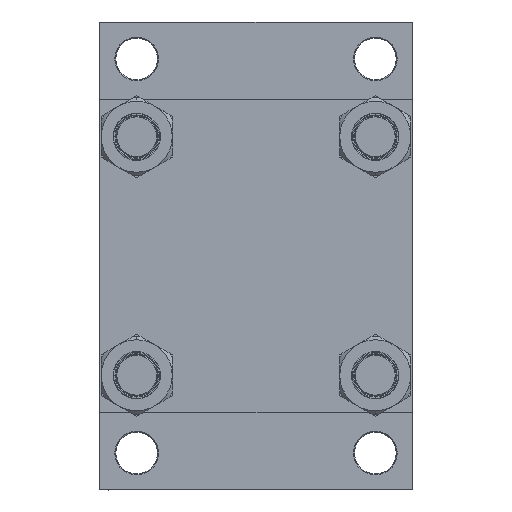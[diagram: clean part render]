
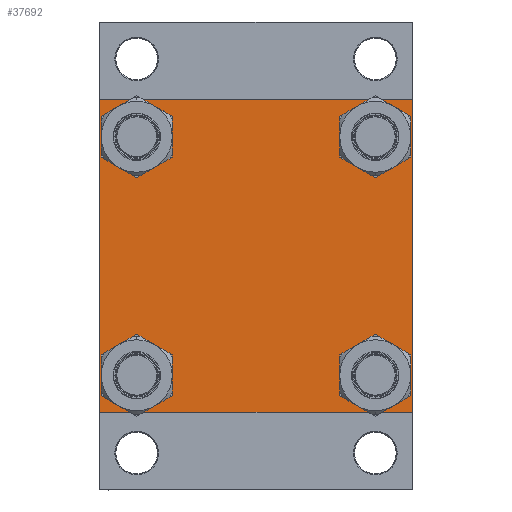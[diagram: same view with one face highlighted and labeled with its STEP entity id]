
A CAD part, left-side view. The second image highlights one B-rep face of the part: STEP entity #37692.
In plain terms, the highlighted planar face has unit normal (-1, 0, 0).
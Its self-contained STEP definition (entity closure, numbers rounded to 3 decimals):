
#410 = VECTOR ( 'NONE', #3434, 1000. ) ;
#613 = EDGE_LOOP ( 'NONE', ( #39233, #6724, #28477, #10861, #9038, #3577, #17626, #14755 ) ) ;
#1159 = CARTESIAN_POINT ( 'NONE',  ( 0., -82.25, -82.25 ) ) ;
#1640 = ORIENTED_EDGE ( 'NONE', *, *, #15989, .T. ) ;
#1667 = DIRECTION ( 'NONE',  ( 0., 0., -1. ) ) ;
#1977 = CARTESIAN_POINT ( 'NONE',  ( 0., -62.95, -51.45 ) ) ;
#2188 = CARTESIAN_POINT ( 'NONE',  ( 0., -82.25, 82.25 ) ) ;
#2234 = EDGE_LOOP ( 'NONE', ( #6981, #8049 ) ) ;
#2754 = DIRECTION ( 'NONE',  ( 1., 0., 0. ) ) ;
#3434 = DIRECTION ( 'NONE',  ( 0., 0.707, -0.707 ) ) ;
#3481 = EDGE_CURVE ( 'NONE', #45902, #5721, #20443, .T. ) ;
#3552 = CARTESIAN_POINT ( 'NONE',  ( 0., 82.5, -82.5 ) ) ;
#3577 = ORIENTED_EDGE ( 'NONE', *, *, #5428, .T. ) ;
#3751 = CARTESIAN_POINT ( 'NONE',  ( 0., 82.5, 82.5 ) ) ;
#3830 = CARTESIAN_POINT ( 'NONE',  ( 0., 62.95, 62.95 ) ) ;
#4121 = CIRCLE ( 'NONE', #34478, 11.5 ) ;
#4154 = DIRECTION ( 'NONE',  ( 0., 0., 1. ) ) ;
#4833 = LINE ( 'NONE', #9433, #9916 ) ;
#5190 = CIRCLE ( 'NONE', #32419, 11.5 ) ;
#5428 = EDGE_CURVE ( 'NONE', #24036, #13282, #39009, .T. ) ;
#5545 = CARTESIAN_POINT ( 'NONE',  ( 0., -62.95, -74.45 ) ) ;
#5721 = VERTEX_POINT ( 'NONE', #36696 ) ;
#5825 = CARTESIAN_POINT ( 'NONE',  ( 0., 62.95, 62.95 ) ) ;
#6309 = EDGE_CURVE ( 'NONE', #38685, #22166, #25596, .T. ) ;
#6724 = ORIENTED_EDGE ( 'NONE', *, *, #3481, .T. ) ;
#6973 = AXIS2_PLACEMENT_3D ( 'NONE', #43757, #18099, #28808 ) ;
#6981 = ORIENTED_EDGE ( 'NONE', *, *, #32114, .T. ) ;
#7156 = EDGE_LOOP ( 'NONE', ( #19464, #1640 ) ) ;
#7450 = PLANE ( 'NONE',  #8319 ) ;
#8049 = ORIENTED_EDGE ( 'NONE', *, *, #24674, .T. ) ;
#8210 = CIRCLE ( 'NONE', #9748, 11.5 ) ;
#8213 = DIRECTION ( 'NONE',  ( 1., 0., 0. ) ) ;
#8319 = AXIS2_PLACEMENT_3D ( 'NONE', #47764, #14768, #25487 ) ;
#9038 = ORIENTED_EDGE ( 'NONE', *, *, #39619, .F. ) ;
#9095 = CARTESIAN_POINT ( 'NONE',  ( 0., 62.95, -62.95 ) ) ;
#9433 = CARTESIAN_POINT ( 'NONE',  ( 0., -82.5, 82.5 ) ) ;
#9625 = VERTEX_POINT ( 'NONE', #27057 ) ;
#9748 = AXIS2_PLACEMENT_3D ( 'NONE', #13913, #25833, #36581 ) ;
#9916 = VECTOR ( 'NONE', #1667, 1000. ) ;
#9961 = CIRCLE ( 'NONE', #17773, 11.5 ) ;
#10057 = CIRCLE ( 'NONE', #17075, 11.5 ) ;
#10651 = ORIENTED_EDGE ( 'NONE', *, *, #23142, .T. ) ;
#10861 = ORIENTED_EDGE ( 'NONE', *, *, #29374, .T. ) ;
#10913 = VERTEX_POINT ( 'NONE', #13822 ) ;
#11346 = VECTOR ( 'NONE', #35317, 1000. ) ;
#11418 = VECTOR ( 'NONE', #22018, 1000. ) ;
#11496 = CARTESIAN_POINT ( 'NONE',  ( 0., 82.5, 82.5 ) ) ;
#11500 = CARTESIAN_POINT ( 'NONE',  ( 0., 62.95, -74.45 ) ) ;
#12028 = VERTEX_POINT ( 'NONE', #1977 ) ;
#12059 = CARTESIAN_POINT ( 'NONE',  ( 0., 82.5, 82. ) ) ;
#12157 = AXIS2_PLACEMENT_3D ( 'NONE', #3830, #23049, #37937 ) ;
#12192 = DIRECTION ( 'NONE',  ( 1., 0., 0. ) ) ;
#12614 = CARTESIAN_POINT ( 'NONE',  ( 0., -62.95, 62.95 ) ) ;
#12622 = ORIENTED_EDGE ( 'NONE', *, *, #33177, .T. ) ;
#12748 = VERTEX_POINT ( 'NONE', #23236 ) ;
#12754 = ORIENTED_EDGE ( 'NONE', *, *, #40469, .T. ) ;
#13282 = VERTEX_POINT ( 'NONE', #37719 ) ;
#13629 = VECTOR ( 'NONE', #28251, 1000. ) ;
#13717 = DIRECTION ( 'NONE',  ( 0., 0., 1. ) ) ;
#13822 = CARTESIAN_POINT ( 'NONE',  ( 0., -82., -82.5 ) ) ;
#13913 = CARTESIAN_POINT ( 'NONE',  ( 0., 62.95, -62.95 ) ) ;
#14753 = DIRECTION ( 'NONE',  ( 0., -1., 0. ) ) ;
#14755 = ORIENTED_EDGE ( 'NONE', *, *, #6309, .T. ) ;
#14768 = DIRECTION ( 'NONE',  ( -1., 0., 0. ) ) ;
#15127 = EDGE_CURVE ( 'NONE', #22166, #45902, #30017, .T. ) ;
#15989 = EDGE_CURVE ( 'NONE', #25752, #43728, #10057, .T. ) ;
#16746 = FACE_BOUND ( 'NONE', #7156, .T. ) ;
#16796 = CARTESIAN_POINT ( 'NONE',  ( 0., 82.25, -82.25 ) ) ;
#17075 = AXIS2_PLACEMENT_3D ( 'NONE', #9095, #2754, #13717 ) ;
#17330 = EDGE_CURVE ( 'NONE', #5721, #10913, #36929, .T. ) ;
#17562 = CARTESIAN_POINT ( 'NONE',  ( 0., 82.25, 82.25 ) ) ;
#17626 = ORIENTED_EDGE ( 'NONE', *, *, #37981, .F. ) ;
#17773 = AXIS2_PLACEMENT_3D ( 'NONE', #45172, #12192, #4154 ) ;
#18099 = DIRECTION ( 'NONE',  ( 1., 0., 0. ) ) ;
#18106 = CARTESIAN_POINT ( 'NONE',  ( 0., 82.5, -82. ) ) ;
#18200 = FACE_OUTER_BOUND ( 'NONE', #613, .T. ) ;
#19464 = ORIENTED_EDGE ( 'NONE', *, *, #31132, .T. ) ;
#19484 = EDGE_CURVE ( 'NONE', #12028, #39653, #47535, .T. ) ;
#19679 = DIRECTION ( 'NONE',  ( 1., 0., 0. ) ) ;
#20443 = LINE ( 'NONE', #16796, #11346 ) ;
#20719 = DIRECTION ( 'NONE',  ( 1., 0., 0. ) ) ;
#22018 = DIRECTION ( 'NONE',  ( 0., -1., 0. ) ) ;
#22166 = VERTEX_POINT ( 'NONE', #12059 ) ;
#22555 = ORIENTED_EDGE ( 'NONE', *, *, #19484, .T. ) ;
#23049 = DIRECTION ( 'NONE',  ( 1., 0., 0. ) ) ;
#23056 = DIRECTION ( 'NONE',  ( 0., 0., 1. ) ) ;
#23142 = EDGE_CURVE ( 'NONE', #29740, #12748, #40596, .T. ) ;
#23236 = CARTESIAN_POINT ( 'NONE',  ( 0., -62.95, 74.45 ) ) ;
#24036 = VERTEX_POINT ( 'NONE', #27460 ) ;
#24602 = EDGE_LOOP ( 'NONE', ( #12754, #10651 ) ) ;
#24674 = EDGE_CURVE ( 'NONE', #35737, #9625, #4121, .T. ) ;
#25487 = DIRECTION ( 'NONE',  ( 0., 0., 1. ) ) ;
#25596 = LINE ( 'NONE', #17562, #410 ) ;
#25752 = VERTEX_POINT ( 'NONE', #11500 ) ;
#25833 = DIRECTION ( 'NONE',  ( 1., 0., 0. ) ) ;
#25913 = LINE ( 'NONE', #3751, #11418 ) ;
#27057 = CARTESIAN_POINT ( 'NONE',  ( 0., 62.95, 74.45 ) ) ;
#27211 = DIRECTION ( 'NONE',  ( 0., 0., 1. ) ) ;
#27460 = CARTESIAN_POINT ( 'NONE',  ( 0., -82.5, 82. ) ) ;
#28251 = DIRECTION ( 'NONE',  ( 0., 0.707, 0.707 ) ) ;
#28477 = ORIENTED_EDGE ( 'NONE', *, *, #17330, .T. ) ;
#28808 = DIRECTION ( 'NONE',  ( 0., 0., 1. ) ) ;
#29374 = EDGE_CURVE ( 'NONE', #10913, #33628, #45607, .T. ) ;
#29740 = VERTEX_POINT ( 'NONE', #33543 ) ;
#29931 = DIRECTION ( 'NONE',  ( 0., -0.707, 0.707 ) ) ;
#30017 = LINE ( 'NONE', #11496, #46692 ) ;
#30504 = DIRECTION ( 'NONE',  ( 0., 0., -1. ) ) ;
#31132 = EDGE_CURVE ( 'NONE', #43728, #25752, #8210, .T. ) ;
#31604 = FACE_BOUND ( 'NONE', #2234, .T. ) ;
#31929 = DIRECTION ( 'NONE',  ( 0., 0., 1. ) ) ;
#32114 = EDGE_CURVE ( 'NONE', #9625, #35737, #45692, .T. ) ;
#32419 = AXIS2_PLACEMENT_3D ( 'NONE', #45342, #8213, #23056 ) ;
#33177 = EDGE_CURVE ( 'NONE', #39653, #12028, #5190, .T. ) ;
#33543 = CARTESIAN_POINT ( 'NONE',  ( 0., -62.95, 51.45 ) ) ;
#33628 = VERTEX_POINT ( 'NONE', #40322 ) ;
#34478 = AXIS2_PLACEMENT_3D ( 'NONE', #5825, #20719, #31929 ) ;
#35317 = DIRECTION ( 'NONE',  ( 0., -0.707, -0.707 ) ) ;
#35506 = FACE_BOUND ( 'NONE', #24602, .T. ) ;
#35737 = VERTEX_POINT ( 'NONE', #38658 ) ;
#36581 = DIRECTION ( 'NONE',  ( 0., 0., 1. ) ) ;
#36696 = CARTESIAN_POINT ( 'NONE',  ( 0., 82., -82.5 ) ) ;
#36929 = LINE ( 'NONE', #3552, #40485 ) ;
#37410 = CARTESIAN_POINT ( 'NONE',  ( 0., 62.95, -51.45 ) ) ;
#37692 = ADVANCED_FACE ( 'NONE', ( #35506, #38936, #16746, #31604, #18200 ), #7450, .T. ) ;
#37719 = CARTESIAN_POINT ( 'NONE',  ( 0., -82., 82.5 ) ) ;
#37937 = DIRECTION ( 'NONE',  ( 0., 0., 1. ) ) ;
#37981 = EDGE_CURVE ( 'NONE', #38685, #13282, #25913, .T. ) ;
#38658 = CARTESIAN_POINT ( 'NONE',  ( 0., 62.95, 51.45 ) ) ;
#38685 = VERTEX_POINT ( 'NONE', #46264 ) ;
#38936 = FACE_BOUND ( 'NONE', #43483, .T. ) ;
#39009 = LINE ( 'NONE', #2188, #13629 ) ;
#39233 = ORIENTED_EDGE ( 'NONE', *, *, #15127, .T. ) ;
#39619 = EDGE_CURVE ( 'NONE', #24036, #33628, #4833, .T. ) ;
#39653 = VERTEX_POINT ( 'NONE', #5545 ) ;
#40322 = CARTESIAN_POINT ( 'NONE',  ( 0., -82.5, -82. ) ) ;
#40469 = EDGE_CURVE ( 'NONE', #12748, #29740, #9961, .T. ) ;
#40485 = VECTOR ( 'NONE', #14753, 1000. ) ;
#40596 = CIRCLE ( 'NONE', #43756, 11.5 ) ;
#43483 = EDGE_LOOP ( 'NONE', ( #22555, #12622 ) ) ;
#43728 = VERTEX_POINT ( 'NONE', #37410 ) ;
#43756 = AXIS2_PLACEMENT_3D ( 'NONE', #12614, #19679, #27211 ) ;
#43757 = CARTESIAN_POINT ( 'NONE',  ( 0., -62.95, -62.95 ) ) ;
#44782 = VECTOR ( 'NONE', #29931, 1000. ) ;
#45172 = CARTESIAN_POINT ( 'NONE',  ( 0., -62.95, 62.95 ) ) ;
#45342 = CARTESIAN_POINT ( 'NONE',  ( 0., -62.95, -62.95 ) ) ;
#45607 = LINE ( 'NONE', #1159, #44782 ) ;
#45692 = CIRCLE ( 'NONE', #12157, 11.5 ) ;
#45902 = VERTEX_POINT ( 'NONE', #18106 ) ;
#46264 = CARTESIAN_POINT ( 'NONE',  ( 0., 82., 82.5 ) ) ;
#46692 = VECTOR ( 'NONE', #30504, 1000. ) ;
#47535 = CIRCLE ( 'NONE', #6973, 11.5 ) ;
#47764 = CARTESIAN_POINT ( 'NONE',  ( 0., 0., 0. ) ) ;
